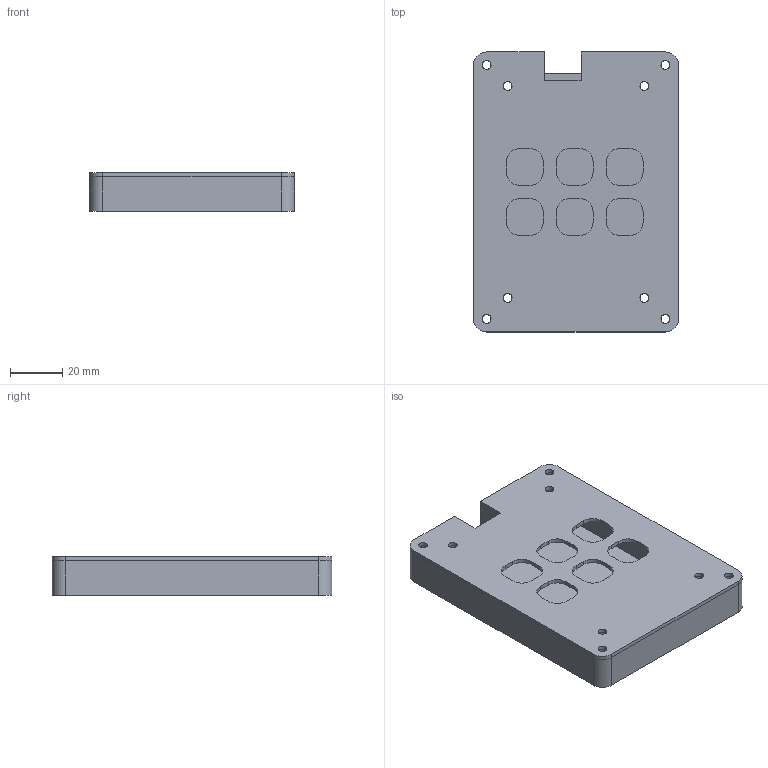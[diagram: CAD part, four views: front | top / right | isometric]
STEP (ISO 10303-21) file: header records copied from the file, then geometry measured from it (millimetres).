
FILE_DESCRIPTION(/* description */ (''),/* implementation_level */ '2;1');
FILE_NAME(/* name */ 'hackpadv1.step',/* time_stamp */ '2025-11-27T12:49:53-06:00',/* author */ (''),/* organization */ (''),/* preprocessor_version */ 'ST-DEVELOPER v20.1',/* originating_system */ 'Autodesk Translation Framework v14.21.0.0',/* authorisation */ '');
FILE_SCHEMA (('AUTOMOTIVE_DESIGN { 1 0 10303 214 3 1 1 }'));
Length unit declared in the file: millimetre
Products named in the file (3): 2025-11-27-00-55-57-840; Hackpad_Case_Bottom; Hackpad_Plate_Top
Assembly tree (2 placements, depth 2):
  2025-11-27-00-55-57-840
    Hackpad_Case_Bottom
    Hackpad_Plate_Top
Bounding box: 78.15 x 106.72 x 14.5 mm (x, y, z)
Volume: 105939.8 mm3; surface area: 77497.8 mm2
Topology: 4 solids, 4 shells, 245 faces, 687 edges, 442 vertices
Faces by surface type: plane 138, cylinder 107
Full cylindrical faces by diameter (mm): 3 x6, 3.4 x28, 7 x1
Entity records: 8184 total; most frequent: DIRECTION 1401, CARTESIAN_POINT 1379, ORIENTED_EDGE 1374, EDGE_CURVE 687, LINE 473, VECTOR 473, AXIS2_PLACEMENT_3D 464, VERTEX_POINT 442
